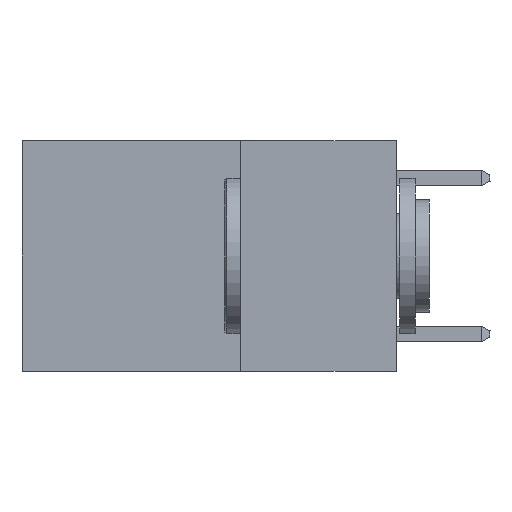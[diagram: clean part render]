
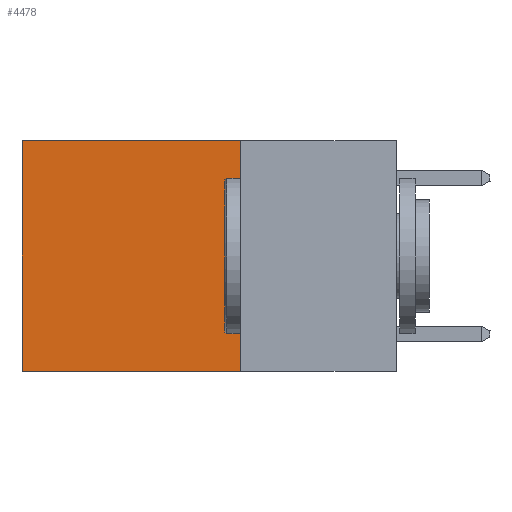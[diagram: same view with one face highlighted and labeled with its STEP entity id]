
A CAD part, left-side view. The second image highlights one B-rep face of the part: STEP entity #4478.
In plain terms, the highlighted planar face has unit normal (-1, 0, 0).
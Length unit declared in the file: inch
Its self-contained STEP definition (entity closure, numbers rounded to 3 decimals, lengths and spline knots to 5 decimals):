
#305 = ORIENTED_EDGE ( 'NONE', *, *, #2854, .T. ) ;
#797 = EDGE_CURVE ( 'NONE', #2760, #6208, #8052, .T. ) ;
#1104 = LINE ( 'NONE', #7371, #11778 ) ;
#1801 = CARTESIAN_POINT ( 'NONE',  ( 0.2625, 0.25, -0.37 ) ) ;
#1842 = EDGE_LOOP ( 'NONE', ( #305, #4324, #3980, #6424 ) ) ;
#2024 = DIRECTION ( 'NONE',  ( 0., 1., 0. ) ) ;
#2364 = CARTESIAN_POINT ( 'NONE',  ( 0.2625, 0.6, -0.37 ) ) ;
#2760 = VERTEX_POINT ( 'NONE', #10090 ) ;
#2854 = EDGE_CURVE ( 'NONE', #6208, #2881, #5108, .T. ) ;
#2881 = VERTEX_POINT ( 'NONE', #2364 ) ;
#3980 = ORIENTED_EDGE ( 'NONE', *, *, #13095, .F. ) ;
#4324 = ORIENTED_EDGE ( 'NONE', *, *, #8460, .F. ) ;
#4350 = FACE_OUTER_BOUND ( 'NONE', #1842, .T. ) ;
#4478 = ADVANCED_FACE ( 'NONE', ( #4350 ), #5183, .F. ) ;
#4521 = VECTOR ( 'NONE', #2024, 39.37008 ) ;
#5108 = LINE ( 'NONE', #8445, #12705 ) ;
#5183 = PLANE ( 'NONE',  #11860 ) ;
#6208 = VERTEX_POINT ( 'NONE', #11677 ) ;
#6399 = DIRECTION ( 'NONE',  ( 1., 0., 0. ) ) ;
#6424 = ORIENTED_EDGE ( 'NONE', *, *, #797, .T. ) ;
#6743 = VERTEX_POINT ( 'NONE', #1801 ) ;
#7371 = CARTESIAN_POINT ( 'NONE',  ( 0.2625, 0.25, 0. ) ) ;
#8052 = LINE ( 'NONE', #12261, #4521 ) ;
#8247 = DIRECTION ( 'NONE',  ( 0., 0., -1. ) ) ;
#8445 = CARTESIAN_POINT ( 'NONE',  ( 0.2625, 0.6, 0. ) ) ;
#8450 = CARTESIAN_POINT ( 'NONE',  ( 0.2625, 0.25, 0. ) ) ;
#8460 = EDGE_CURVE ( 'NONE', #6743, #2881, #9969, .T. ) ;
#9969 = LINE ( 'NONE', #11198, #11906 ) ;
#10090 = CARTESIAN_POINT ( 'NONE',  ( 0.2625, 0.25, 0. ) ) ;
#10502 = DIRECTION ( 'NONE',  ( 0., 0., -1. ) ) ;
#11135 = DIRECTION ( 'NONE',  ( 0., 1., 0. ) ) ;
#11198 = CARTESIAN_POINT ( 'NONE',  ( 0.2625, 0.25, -0.37 ) ) ;
#11677 = CARTESIAN_POINT ( 'NONE',  ( 0.2625, 0.6, 0. ) ) ;
#11778 = VECTOR ( 'NONE', #12858, 39.37008 ) ;
#11860 = AXIS2_PLACEMENT_3D ( 'NONE', #8450, #6399, #8247 ) ;
#11906 = VECTOR ( 'NONE', #11135, 39.37008 ) ;
#12261 = CARTESIAN_POINT ( 'NONE',  ( 0.2625, 0.25, 0. ) ) ;
#12705 = VECTOR ( 'NONE', #10502, 39.37008 ) ;
#12858 = DIRECTION ( 'NONE',  ( 0., 0., -1. ) ) ;
#13095 = EDGE_CURVE ( 'NONE', #2760, #6743, #1104, .T. ) ;
